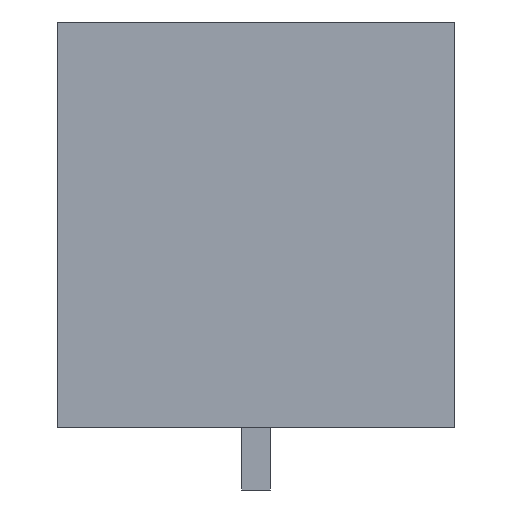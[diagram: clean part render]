
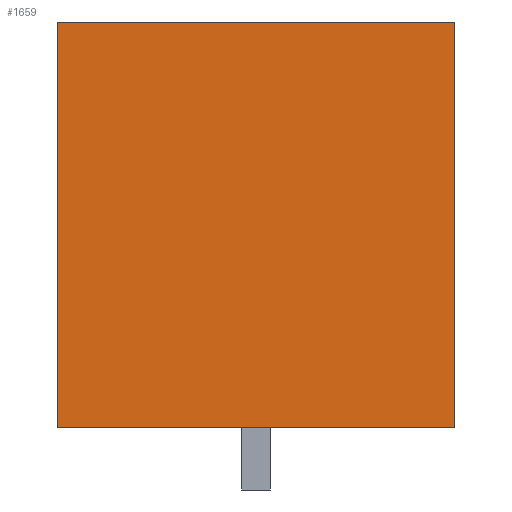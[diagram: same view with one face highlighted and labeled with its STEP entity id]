
A CAD part, left-side view. The second image highlights one B-rep face of the part: STEP entity #1659.
In plain terms, the highlighted planar face has unit normal (-1, 0, 0).
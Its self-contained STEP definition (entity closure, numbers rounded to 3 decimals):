
#448 = VERTEX_POINT('',#449);
#449 = CARTESIAN_POINT('',(-38.85,-10.45,0.));
#628 = VERTEX_POINT('',#629);
#629 = CARTESIAN_POINT('',(-38.85,-10.45,21.31));
#635 = EDGE_CURVE('',#628,#448,#636,.T.);
#636 = LINE('',#637,#638);
#637 = CARTESIAN_POINT('',(-38.85,-10.45,21.31));
#638 = VECTOR('',#639,1.);
#639 = DIRECTION('',(0.,0.,-1.));
#740 = VERTEX_POINT('',#741);
#741 = CARTESIAN_POINT('',(-38.85,10.45,0.));
#809 = EDGE_CURVE('',#740,#448,#810,.T.);
#810 = LINE('',#811,#812);
#811 = CARTESIAN_POINT('',(-38.85,0.,0.));
#812 = VECTOR('',#813,1.);
#813 = DIRECTION('',(0.,-1.,0.));
#1510 = EDGE_CURVE('',#1511,#740,#1513,.T.);
#1511 = VERTEX_POINT('',#1512);
#1512 = CARTESIAN_POINT('',(-38.85,10.45,21.31));
#1513 = LINE('',#1514,#1515);
#1514 = CARTESIAN_POINT('',(-38.85,10.45,21.31));
#1515 = VECTOR('',#1516,1.);
#1516 = DIRECTION('',(0.,0.,-1.));
#1659 = ADVANCED_FACE('',(#1660),#1671,.F.);
#1660 = FACE_BOUND('',#1661,.T.);
#1661 = EDGE_LOOP('',(#1662,#1663,#1664,#1670));
#1662 = ORIENTED_EDGE('',*,*,#809,.T.);
#1663 = ORIENTED_EDGE('',*,*,#635,.F.);
#1664 = ORIENTED_EDGE('',*,*,#1665,.F.);
#1665 = EDGE_CURVE('',#1511,#628,#1666,.T.);
#1666 = LINE('',#1667,#1668);
#1667 = CARTESIAN_POINT('',(-38.85,0.,21.31));
#1668 = VECTOR('',#1669,1.);
#1669 = DIRECTION('',(0.,-1.,0.));
#1670 = ORIENTED_EDGE('',*,*,#1510,.T.);
#1671 = PLANE('',#1672);
#1672 = AXIS2_PLACEMENT_3D('',#1673,#1674,#1675);
#1673 = CARTESIAN_POINT('',(-38.85,0.,21.31));
#1674 = DIRECTION('',(1.,0.,0.));
#1675 = DIRECTION('',(0.,1.,0.));
